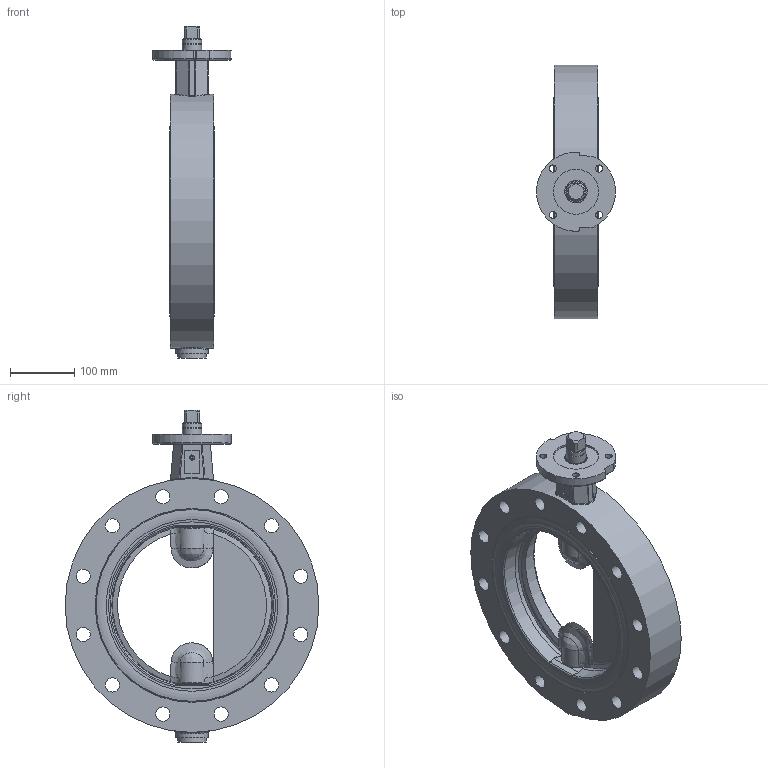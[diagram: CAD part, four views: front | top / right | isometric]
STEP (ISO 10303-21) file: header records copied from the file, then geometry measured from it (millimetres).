
FILE_DESCRIPTION(/* description */ (''),/* implementation_level */ '2;1');
FILE_NAME(/* name */ 'Z014-WN_DN250 Ersatz.stp',/* time_stamp */ '2018-03-21T07:23:05+01:00',/* author */ ('hellwig'),/* organization */ (''),/* preprocessor_version */ 'ST-DEVELOPER v16.5',/* originating_system */ 'Autodesk Inventor 2017',/* authorisation */ '');
FILE_SCHEMA (('AUTOMOTIVE_DESIGN { 1 0 10303 214 3 1 1 }'));
Length unit declared in the file: millimetre
Products named in the file (1): M533
Bounding box: 122.55 x 395 x 516.5 mm (x, y, z)
Volume: 5465749.9 mm3; surface area: 499051 mm2
Topology: 2 solids, 13 shells, 677 faces, 1712 edges, 1090 vertices
Faces by surface type: plane 267, bspline 188, cylinder 136, torus 42, cone 40, sphere 4
Full cylindrical faces by diameter (mm): 4.917 x1, 5.5 x1, 6.647 x1, 8 x1, 11 x4, 22 x12, 24.3 x1, 24.5 x1, 25.5 x3, 26 x1, 29.5 x1, 30 x10, 30.2 x1, 35 x5, 36.4 x2, 38 x3, 44 x3, 45 x2, 50 x1, 70.1 x1, 264.6 x2, 300 x2, 301.5 x2, 395 x1
Entity records: 27070 total; most frequent: CARTESIAN_POINT 11497, ORIENTED_EDGE 3124, DIRECTION 2712, EDGE_CURVE 1561, VERTEX_POINT 1049, AXIS2_PLACEMENT_3D 1013, EDGE_LOOP 878, LINE 686
